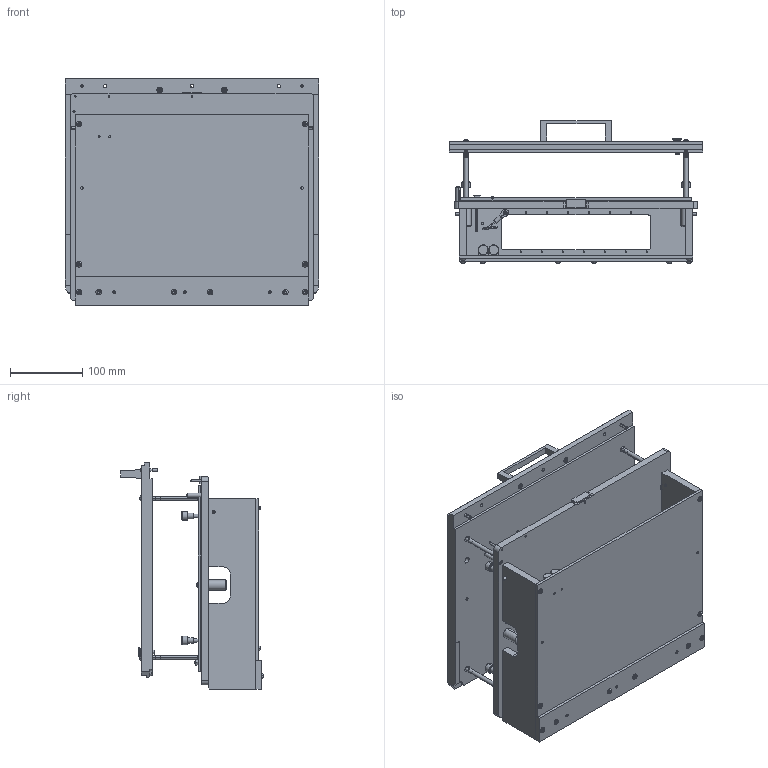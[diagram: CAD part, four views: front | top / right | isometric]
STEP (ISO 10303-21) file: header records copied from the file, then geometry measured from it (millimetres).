
FILE_DESCRIPTION (( 'STEP AP214' ), '1' );
FILE_NAME ('INGUN_46236-KIT.STEP', '2025-08-01T08:13:08', ( '' ), ( '' ), 'SwSTEP 2.0', 'SolidWorks 2023', '' );
FILE_SCHEMA (( 'AUTOMOTIVE_DESIGN' ));
Length unit declared in the file: millimetre
Products named in the file (54): ISO7380~n_M03,0x005; 114121~0_S; 46235~5_ICT Stellung (kontaktiert) <S>; Gewindebuchse~n_M04-09,5 offen; 46845~2_S; 3699~0; Gewindebuchse~n_M05-03,9 offen; 14846~0_für 48840 <S>; 43627~0_Hub 22,5mm<Standard>; KS-113-Master__ADA~ks_KS-113 23; 44193~4_S; DIN7991~n_M03,0x006; 48840~2_S; 45901~6_für ESD schwarz<Standard>; ISO7380~n_M04,0x012; DIN6325~n_06,0m6x030; 2196~7; 46015~2_S; 45715~5_S; DIN6325~n_04,0m6x016; GKS-114-0015__ADA~gks_Hub = 08,0 <S>; 9286~0; 45711~3; 48213~0_S; 41899~3_flexiebel <S>; 45712~2_S; 53731~0; 32293~1_S; 41369~1_S; 3917~3_M 3 A; DIN7979~n_04,0m6x020M3; DIN934~n_M03,0 A2; 41367~6_S; INGUN_46236-KIT; 47906~1; 45901~6_für ESD schwarz<S>; 113165~0_S; ISO7380~n_M04,0x020; 19141~0_S; DIN6325~n_03,0m6x024 ...
Assembly tree (104 placements, depth 5):
  INGUN_46236-KIT
    46235~5_ICT Stellung (kontaktiert) <S>
      41899~3_flexiebel <S>
        KS-113-Master__ADA~ks_KS-113 23
        GKS-114-0015__ADA~gks_Hub = 08,0 <S>
        53731~0
        3917~3_M 3 A
      46049~1_S
        45901~6_für ESD schwarz<S>
          45901~6_für ESD schwarz<Standard>
          Gewindebuchse~n_M04-09,5 offen  x4
      45709~4_S
        45709~4_S
        Gewindebuchse~n_M05-03,9 offen  x2
      46845~2_S
        46845~2_S
        DIN6325~n_04,0m6x016
      114121~0_S
        114121~0_S
        DIN6325~n_04,0m6x016
      45711~3
      44193~4_S
      45712~2_S
      43627~0_Hub 22,5mm<Standard>  x4
      2196~7  x2
      2229~6  x2
      46869~2_S  x4
      32293~1_S
      41880~3
      48840~2_S
        19141~0_S
        14846~0_für 48840 <S>
      5015~0
      113165~0_S
        3699~0
      41367~6_S  x2
      ISO7380~n_M04,0x012  x20
      ISO7380~n_M03,0x005
      DIN6325~n_03,0m6x016
      DIN6325~n_03,0m6x024
      DIN6325~n_04,0m6x016  x6
      DIN6325~n_06,0m6x030
      DIN7991~n_M03,0x006  x3
    46015~2_S
      47906~1
        41369~1_S  x4
        5015~0
        DIN7979~n_04,0m6x020M3  x2
        1607~1
        48213~0_S
        9286~0
        ISO7380~n_M04,0x020  x4
        DIN7991~n_M03,0x020
        DIN934~n_M03,0 A2
        ISO7380~n_M03,0x006  x2
        DIN912~n_M04,0x016  x2
      45715~5_S
Bounding box: 350 x 196.45 x 313 mm (x, y, z)
Volume: 3643113.4 mm3; surface area: 956382.9 mm2
Topology: 96 solids, 96 shells, 2976 faces, 6982 edges, 4486 vertices
Faces by surface type: cylinder 1280, plane 1214, cone 304, torus 118, sphere 52, bspline 8
Entity records: 47780 total; most frequent: CARTESIAN_POINT 9457, DIRECTION 7839, ORIENTED_EDGE 6542, EDGE_CURVE 3271, AXIS2_PLACEMENT_3D 3108, VERTEX_POINT 2128, EDGE_LOOP 1765, LINE 1623
